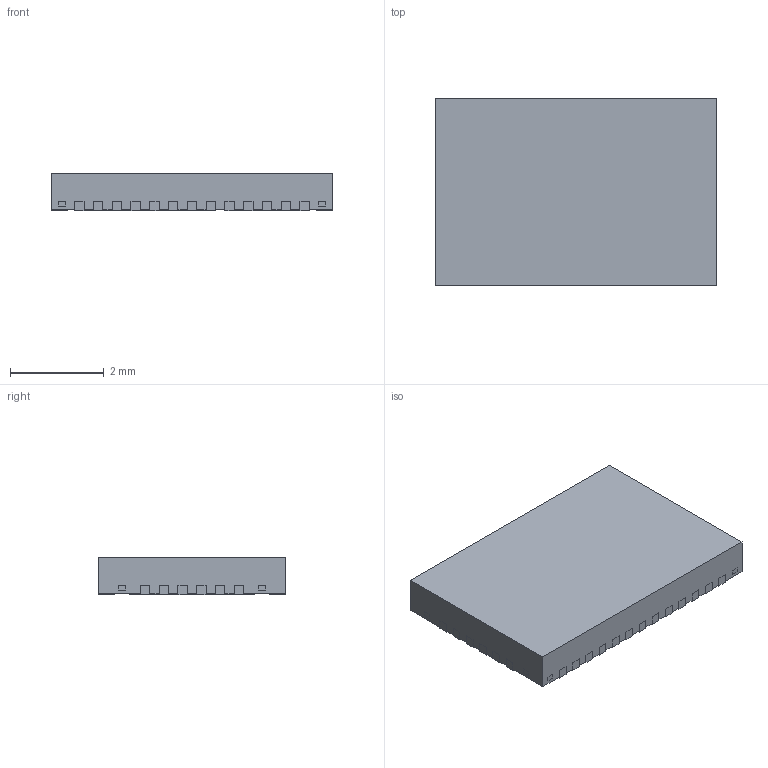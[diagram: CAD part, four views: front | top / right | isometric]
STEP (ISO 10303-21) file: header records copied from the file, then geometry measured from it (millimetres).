
FILE_DESCRIPTION((''),'2;1');
FILE_NAME('REF0038A_ASM','2021-06-07T08:44:51',('a0412086'),(''),'CREO PARAMETRIC BY PTC INC, 2018500','CREO PARAMETRIC BY PTC INC, 2018500','');
FILE_SCHEMA(('CONFIG_CONTROL_DESIGN','SHAPE_APPEARANCE_LAYERS_GROUPS'));
Length unit declared in the file: millimetre
Products named in the file (4): BODY-QFN; FRAME-REF0038A; PIN1-ID; REF0038A_ASM
Assembly tree (3 placements, depth 2):
  REF0038A_ASM
    BODY-QFN
    FRAME-REF0038A
    PIN1-ID
Bounding box: 6 x 4 x 0.8 mm (x, y, z)
Volume: 19 mm3; surface area: 128.2 mm2
Topology: 38 solids, 38 shells, 484 faces, 1212 edges, 808 vertices
Faces by surface type: plane 406, cylinder 78
Entity records: 18603 total; most frequent: CARTESIAN_POINT 2511, ORIENTED_EDGE 2424, DIRECTION 2350, PRESENTATION_STYLE_ASSIGNMENT 1296, STYLED_ITEM 1250, CURVE_STYLE 1212, EDGE_CURVE 1212, VECTOR 1056
